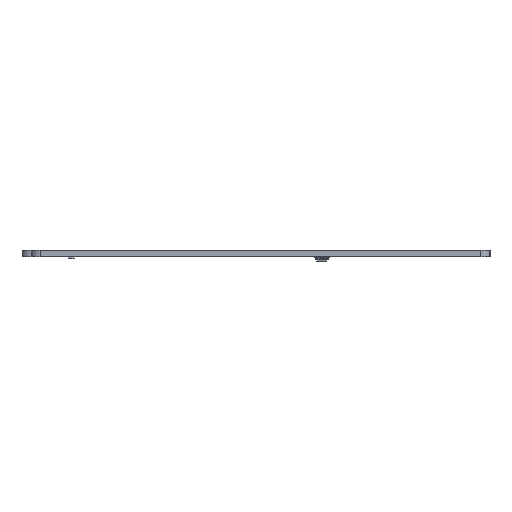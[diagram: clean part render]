
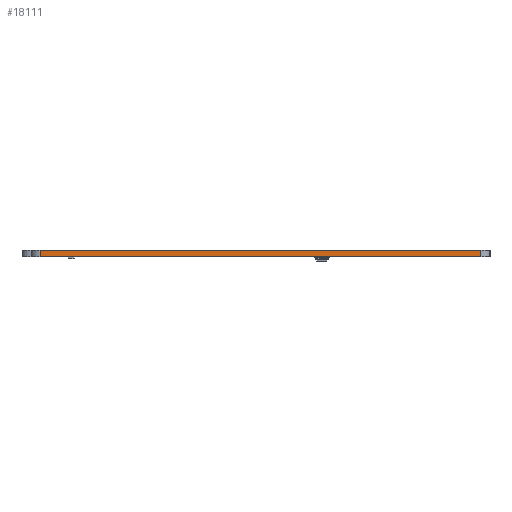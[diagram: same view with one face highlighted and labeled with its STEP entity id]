
A CAD part, left-side view. The second image highlights one B-rep face of the part: STEP entity #18111.
In plain terms, the highlighted planar face has unit normal (-1, 0, 0).
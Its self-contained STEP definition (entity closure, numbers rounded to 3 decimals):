
#8593 = PLANE('',#8594);
#8594 = AXIS2_PLACEMENT_3D('',#8595,#8596,#8597);
#8595 = CARTESIAN_POINT('',(88.106,-78.581,1.6));
#8596 = DIRECTION('',(0.,0.,-1.));
#8597 = DIRECTION('',(-1.,0.,0.));
#8647 = PLANE('',#8648);
#8648 = AXIS2_PLACEMENT_3D('',#8649,#8650,#8651);
#8649 = CARTESIAN_POINT('',(88.106,-78.581,0.));
#8650 = DIRECTION('',(0.,0.,-1.));
#8651 = DIRECTION('',(-1.,0.,0.));
#8788 = CYLINDRICAL_SURFACE('',#8789,2.381);
#8789 = AXIS2_PLACEMENT_3D('',#8790,#8791,#8792);
#8790 = CARTESIAN_POINT('',(54.769,-80.963,0.));
#8791 = DIRECTION('',(0.,0.,-1.));
#8792 = DIRECTION('',(1.,0.,0.));
#9033 = VERTEX_POINT('',#9034);
#9034 = CARTESIAN_POINT('',(52.388,-195.263,0.));
#9053 = CYLINDRICAL_SURFACE('',#9054,2.381);
#9054 = AXIS2_PLACEMENT_3D('',#9055,#9056,#9057);
#9055 = CARTESIAN_POINT('',(54.769,-195.263,0.));
#9056 = DIRECTION('',(0.,0.,-1.));
#9057 = DIRECTION('',(1.,0.,0.));
#9065 = EDGE_CURVE('',#9066,#9033,#9068,.T.);
#9066 = VERTEX_POINT('',#9067);
#9067 = CARTESIAN_POINT('',(52.388,-80.963,0.));
#9068 = SURFACE_CURVE('',#9069,(#9073,#9080),.PCURVE_S1.);
#9069 = LINE('',#9070,#9071);
#9070 = CARTESIAN_POINT('',(52.388,-80.963,0.));
#9071 = VECTOR('',#9072,1.);
#9072 = DIRECTION('',(0.,-1.,0.));
#9073 = PCURVE('',#8647,#9074);
#9074 = DEFINITIONAL_REPRESENTATION('',(#9075),#9079);
#9075 = LINE('',#9076,#9077);
#9076 = CARTESIAN_POINT('',(35.719,-2.381));
#9077 = VECTOR('',#9078,1.);
#9078 = DIRECTION('',(0.,-1.));
#9079 = ( GEOMETRIC_REPRESENTATION_CONTEXT(2) 
PARAMETRIC_REPRESENTATION_CONTEXT() REPRESENTATION_CONTEXT('2D SPACE',''
  ) );
#9080 = PCURVE('',#9081,#9086);
#9081 = PLANE('',#9082);
#9082 = AXIS2_PLACEMENT_3D('',#9083,#9084,#9085);
#9083 = CARTESIAN_POINT('',(52.388,-80.963,0.));
#9084 = DIRECTION('',(1.,0.,0.));
#9085 = DIRECTION('',(0.,-1.,0.));
#9086 = DEFINITIONAL_REPRESENTATION('',(#9087),#9091);
#9087 = LINE('',#9088,#9089);
#9088 = CARTESIAN_POINT('',(0.,0.));
#9089 = VECTOR('',#9090,1.);
#9090 = DIRECTION('',(1.,0.));
#9091 = ( GEOMETRIC_REPRESENTATION_CONTEXT(2) 
PARAMETRIC_REPRESENTATION_CONTEXT() REPRESENTATION_CONTEXT('2D SPACE',''
  ) );
#13978 = VERTEX_POINT('',#13979);
#13979 = CARTESIAN_POINT('',(52.388,-195.263,1.6));
#14005 = EDGE_CURVE('',#14006,#13978,#14008,.T.);
#14006 = VERTEX_POINT('',#14007);
#14007 = CARTESIAN_POINT('',(52.388,-80.963,1.6));
#14008 = SURFACE_CURVE('',#14009,(#14013,#14020),.PCURVE_S1.);
#14009 = LINE('',#14010,#14011);
#14010 = CARTESIAN_POINT('',(52.388,-80.963,1.6));
#14011 = VECTOR('',#14012,1.);
#14012 = DIRECTION('',(0.,-1.,0.));
#14013 = PCURVE('',#8593,#14014);
#14014 = DEFINITIONAL_REPRESENTATION('',(#14015),#14019);
#14015 = LINE('',#14016,#14017);
#14016 = CARTESIAN_POINT('',(35.719,-2.381));
#14017 = VECTOR('',#14018,1.);
#14018 = DIRECTION('',(0.,-1.));
#14019 = ( GEOMETRIC_REPRESENTATION_CONTEXT(2) 
PARAMETRIC_REPRESENTATION_CONTEXT() REPRESENTATION_CONTEXT('2D SPACE',''
  ) );
#14020 = PCURVE('',#9081,#14021);
#14021 = DEFINITIONAL_REPRESENTATION('',(#14022),#14026);
#14022 = LINE('',#14023,#14024);
#14023 = CARTESIAN_POINT('',(0.,-1.6));
#14024 = VECTOR('',#14025,1.);
#14025 = DIRECTION('',(1.,0.));
#14026 = ( GEOMETRIC_REPRESENTATION_CONTEXT(2) 
PARAMETRIC_REPRESENTATION_CONTEXT() REPRESENTATION_CONTEXT('2D SPACE',''
  ) );
#18063 = EDGE_CURVE('',#9066,#14006,#18064,.T.);
#18064 = SURFACE_CURVE('',#18065,(#18069,#18076),.PCURVE_S1.);
#18065 = LINE('',#18066,#18067);
#18066 = CARTESIAN_POINT('',(52.388,-80.963,0.));
#18067 = VECTOR('',#18068,1.);
#18068 = DIRECTION('',(0.,0.,1.));
#18069 = PCURVE('',#8788,#18070);
#18070 = DEFINITIONAL_REPRESENTATION('',(#18071),#18075);
#18071 = LINE('',#18072,#18073);
#18072 = CARTESIAN_POINT('',(-3.142,0.));
#18073 = VECTOR('',#18074,1.);
#18074 = DIRECTION('',(0.,-1.));
#18075 = ( GEOMETRIC_REPRESENTATION_CONTEXT(2) 
PARAMETRIC_REPRESENTATION_CONTEXT() REPRESENTATION_CONTEXT('2D SPACE',''
  ) );
#18076 = PCURVE('',#9081,#18077);
#18077 = DEFINITIONAL_REPRESENTATION('',(#18078),#18082);
#18078 = LINE('',#18079,#18080);
#18079 = CARTESIAN_POINT('',(0.,0.));
#18080 = VECTOR('',#18081,1.);
#18081 = DIRECTION('',(0.,-1.));
#18082 = ( GEOMETRIC_REPRESENTATION_CONTEXT(2) 
PARAMETRIC_REPRESENTATION_CONTEXT() REPRESENTATION_CONTEXT('2D SPACE',''
  ) );
#18111 = ADVANCED_FACE('',(#18112),#9081,.F.);
#18112 = FACE_BOUND('',#18113,.F.);
#18113 = EDGE_LOOP('',(#18114,#18115,#18116,#18137));
#18114 = ORIENTED_EDGE('',*,*,#18063,.T.);
#18115 = ORIENTED_EDGE('',*,*,#14005,.T.);
#18116 = ORIENTED_EDGE('',*,*,#18117,.F.);
#18117 = EDGE_CURVE('',#9033,#13978,#18118,.T.);
#18118 = SURFACE_CURVE('',#18119,(#18123,#18130),.PCURVE_S1.);
#18119 = LINE('',#18120,#18121);
#18120 = CARTESIAN_POINT('',(52.388,-195.263,0.));
#18121 = VECTOR('',#18122,1.);
#18122 = DIRECTION('',(0.,0.,1.));
#18123 = PCURVE('',#9081,#18124);
#18124 = DEFINITIONAL_REPRESENTATION('',(#18125),#18129);
#18125 = LINE('',#18126,#18127);
#18126 = CARTESIAN_POINT('',(114.3,0.));
#18127 = VECTOR('',#18128,1.);
#18128 = DIRECTION('',(0.,-1.));
#18129 = ( GEOMETRIC_REPRESENTATION_CONTEXT(2) 
PARAMETRIC_REPRESENTATION_CONTEXT() REPRESENTATION_CONTEXT('2D SPACE',''
  ) );
#18130 = PCURVE('',#9053,#18131);
#18131 = DEFINITIONAL_REPRESENTATION('',(#18132),#18136);
#18132 = LINE('',#18133,#18134);
#18133 = CARTESIAN_POINT('',(-3.142,0.));
#18134 = VECTOR('',#18135,1.);
#18135 = DIRECTION('',(0.,-1.));
#18136 = ( GEOMETRIC_REPRESENTATION_CONTEXT(2) 
PARAMETRIC_REPRESENTATION_CONTEXT() REPRESENTATION_CONTEXT('2D SPACE',''
  ) );
#18137 = ORIENTED_EDGE('',*,*,#9065,.F.);
